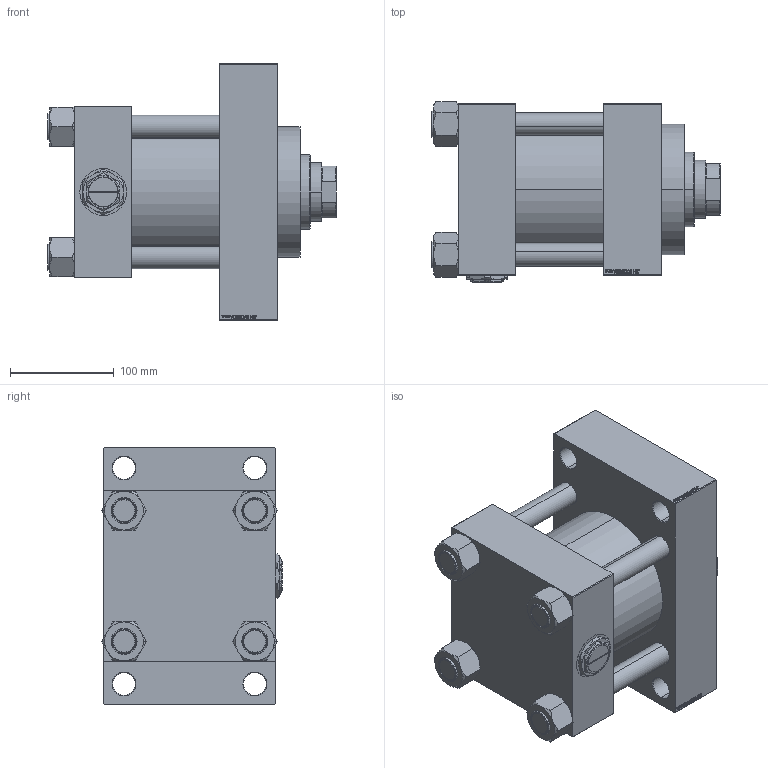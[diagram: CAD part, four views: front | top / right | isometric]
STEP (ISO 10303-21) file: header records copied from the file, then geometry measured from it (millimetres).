
FILE_DESCRIPTION (( 'STEP AP203' ), '1' );
FILE_NAME ('d5e8.STEP', '2024-10-23T09:22:11', ( '' ), ( '' ), 'SwSTEP 2.0', 'SolidWorks 2019', '' );
FILE_SCHEMA (( 'CONFIG_CONTROL_DESIGN' ));
Length unit declared in the file: millimetre
Products named in the file (7): V215CR_D_Body 50fe3e46681d4147737e9a35b004d981; V215_VC_A 50fe3e46681d4147737e9a35b004d981; V215CR_D_TYCINKA 50fe3e46681d4147737e9a35b004d981; V215CR_VCP_D 50fe3e46681d4147737e9a35b004d981; Zatka_pro_OIL_PORT 50fe3e46681d4147737e9a35b004d981; NUT_M5_D 50fe3e46681d4147737e9a35b004d981; d5e8
Assembly tree (12 placements, depth 2):
  d5e8
    V215CR_D_Body 50fe3e46681d4147737e9a35b004d981
    V215CR_VCP_D 50fe3e46681d4147737e9a35b004d981
    NUT_M5_D 50fe3e46681d4147737e9a35b004d981  x4
    V215CR_D_TYCINKA 50fe3e46681d4147737e9a35b004d981  x4
    V215_VC_A 50fe3e46681d4147737e9a35b004d981
    Zatka_pro_OIL_PORT 50fe3e46681d4147737e9a35b004d981
Bounding box: 278 x 174.07 x 247 mm (x, y, z)
Volume: 4953658.9 mm3; surface area: 535785.1 mm2
Topology: 12 solids, 12 shells, 1202 faces, 3024 edges, 1959 vertices
Faces by surface type: plane 568, bspline 368, cone 164, cylinder 94, torus 8
Entity records: 49501 total; most frequent: CARTESIAN_POINT 25785, ORIENTED_EDGE 5312, DIRECTION 3488, EDGE_CURVE 2656, VERTEX_POINT 1737, VECTOR 1556, LINE 1556, EDGE_LOOP 1181
